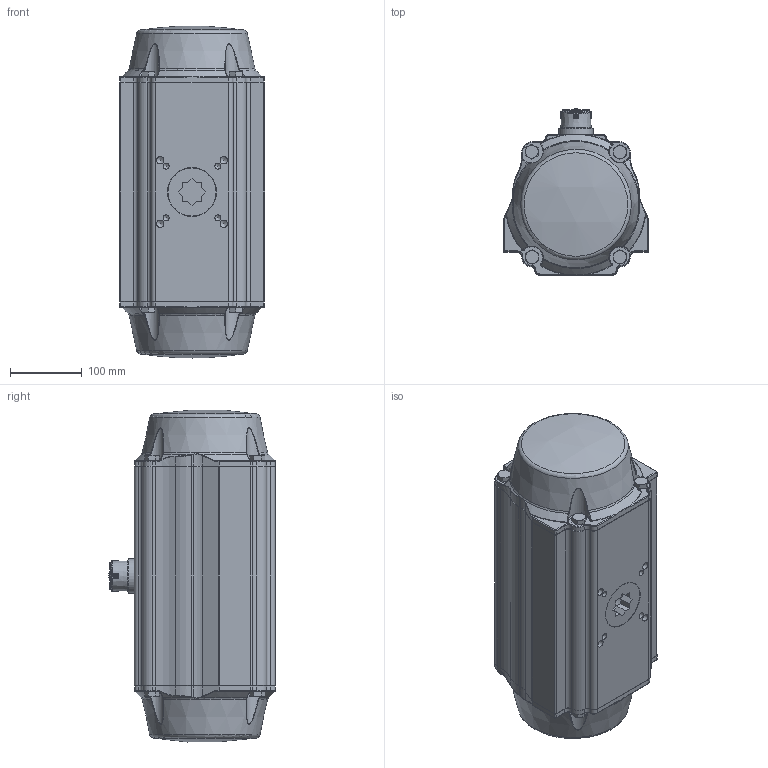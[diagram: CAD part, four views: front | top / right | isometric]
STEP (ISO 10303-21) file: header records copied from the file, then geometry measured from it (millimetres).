
FILE_DESCRIPTION(/* description */ ('Unknown'),/* implementation_level */ '2;1');
FILE_NAME(/* name */ 'DW08_FR07',/* time_stamp */ '2022-08-11T11:41:30+02:00',/* author */ ('Unknown'),/* organization */ ('Unknown'),/* preprocessor_version */ 'ST-DEVELOPER v16.7',/* originating_system */ 'Solid Edge',/* authorisation */ 'Unknown');
FILE_SCHEMA (('AUTOMOTIVE_DESIGN {1 0 10303 214 3 1 1}'));
Length unit declared in the file: millimetre
Products named in the file (8): DW08_FR07_(DW682_FR500); ____; ________(___________; _____________; ______; hexagon head bolts--product grade c gb_GB_FASTENER_BOLT_HHBC M12X55-N; cup head nib bolts with large head gb_GB_FASTENER_BOLT_CHNBW M6X25-N; KP-160
Assembly tree (16 placements, depth 3):
  DW08_FR07_(DW682_FR500)
    ____
      ________(___________  x2
      _____________  x2
      ______
    hexagon head bolts--product grade c gb_GB_FASTENER_BOLT_HHBC M12X55-N  x8
    cup head nib bolts with large head gb_GB_FASTENER_BOLT_CHNBW M6X25-N
    KP-160
Bounding box: 202 x 231.91 x 461.71 mm (x, y, z)
Volume: 13410078.9 mm3; surface area: 403433.1 mm2
Topology: 15 solids, 15 shells, 1110 faces, 2563 edges, 1482 vertices
Faces by surface type: cylinder 307, plane 290, bspline 218, cone 159, torus 123, sphere 13
Full cylindrical faces by diameter (mm): 3 x16, 3.3 x8, 4.2 x12, 4.66 x1, 5 x1, 6 x1, 6.2 x1, 8.5 x4, 10.2 x12, 11.8 x2, 12 x8, 38.5 x1, 39 x1, 47.8 x1
Entity records: 31265 total; most frequent: CARTESIAN_POINT 13821, ORIENTED_EDGE 3564, DIRECTION 3495, EDGE_CURVE 1782, AXIS2_PLACEMENT_3D 1449, VERTEX_POINT 1106, FACE_BOUND 984, EDGE_LOOP 957
